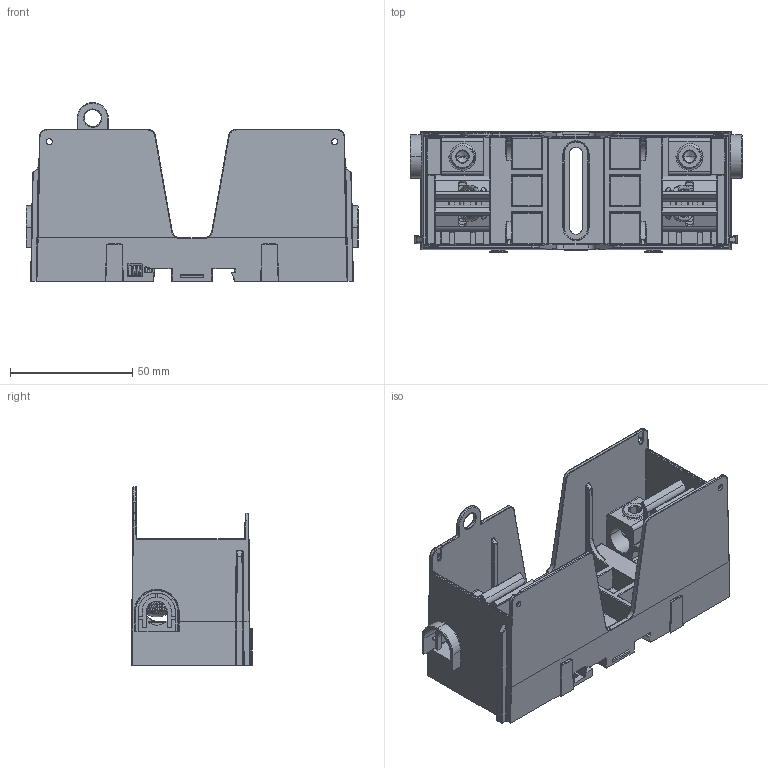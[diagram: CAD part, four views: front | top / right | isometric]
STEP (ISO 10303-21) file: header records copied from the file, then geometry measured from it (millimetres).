
FILE_DESCRIPTION (( 'STEP AP214' ), '1' );
FILE_NAME ('OUT-380447.STEP', '2024-02-27T14:58:29', ( '' ), ( '' ), 'SwSTEP 2.0', 'SolidWorks 2021', '' );
FILE_SCHEMA (( 'AUTOMOTIVE_DESIGN' ));
Length unit declared in the file: inch
Products named in the file (11): OUT-380447; 310098; F09002SCREW-W-THREADS_92765A548 MCMASTER CARR; 160436R1; 220034_2022N118; C08902P; 280233^OUT-380447; 1201778; 310097; C08902PCLIP; C08902SPRING
Assembly tree (15 placements, depth 3):
  OUT-380447
    1201778
    160436R1  x2
    F09002SCREW-W-THREADS_92765A548 MCMASTER CARR  x2
    C08902P  x2
      C08902PCLIP
      C08902SPRING
    310098  x2
    310097  x2
    220034_2022N118
    280233^OUT-380447
Bounding box: 135.88 x 49.28 x 73.15 mm (x, y, z)
Volume: 92872.5 mm3; surface area: 83338.7 mm2
Topology: 16 solids, 16 shells, 1642 faces, 4068 edges, 2439 vertices
Faces by surface type: cylinder 658, plane 556, bspline 186, sphere 133, cone 63, torus 46
Entity records: 51125 total; most frequent: CARTESIAN_POINT 18721, ORIENTED_EDGE 7064, DIRECTION 6336, EDGE_CURVE 3532, AXIS2_PLACEMENT_3D 2248, VERTEX_POINT 2110, VECTOR 1840, LINE 1840
